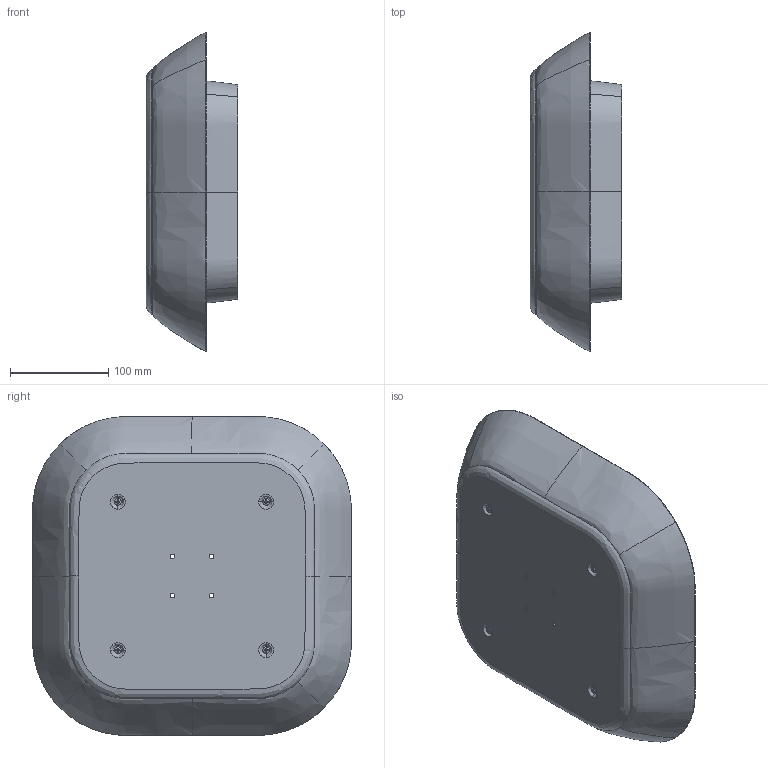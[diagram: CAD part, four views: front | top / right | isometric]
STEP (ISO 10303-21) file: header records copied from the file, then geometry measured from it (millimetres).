
FILE_DESCRIPTION((''),'2;1');
FILE_NAME('TP19','2017-04-13T',('alexcam'),(''),'CREO PARAMETRIC BY PTC INC, 2014500','CREO PARAMETRIC BY PTC INC, 2014500','');
FILE_SCHEMA(('CONFIG_CONTROL_DESIGN'));
Products named in the file (1): TP19
Bounding box: 93.43 x 324.32 x 324.32 mm (x, y, z)
Volume: 95265.1 mm3; surface area: 376112.2 mm2
Topology: 1 solids, 2 shells, 433 faces, 1859 edges, 1283 vertices
Faces by surface type: bspline 171, revolution 110, plane 92, cylinder 32, torus 10, sphere 8, extrusion 8, cone 2
Entity records: 49606 total; most frequent: CARTESIAN_POINT 37216, ORIENTED_EDGE 3084, EDGE_CURVE 1859, DIRECTION 1375, B_SPLINE_CURVE_WITH_KNOTS 1286, VERTEX_POINT 1283, EDGE_LOOP 470, FACE_OUTER_BOUND 433
